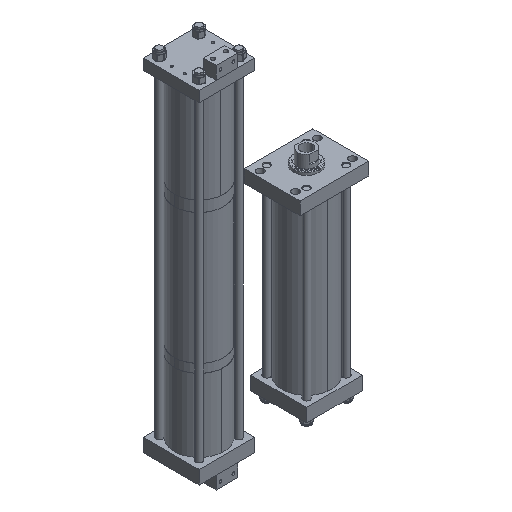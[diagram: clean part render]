
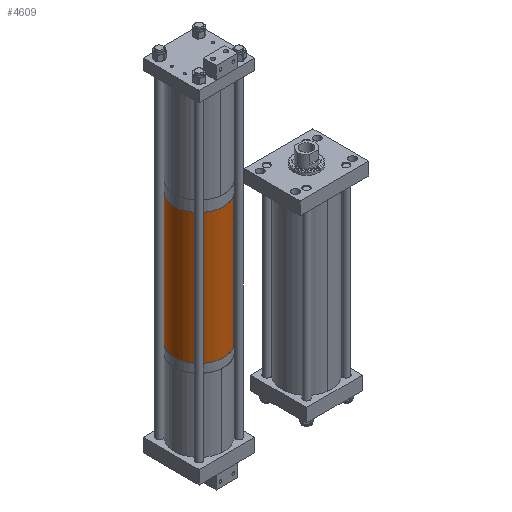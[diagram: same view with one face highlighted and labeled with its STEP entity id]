
A CAD part, isometric view. The second image highlights one B-rep face of the part: STEP entity #4609.
In plain terms, the highlighted cylindrical face has radius 73.025 mm (diameter 146.05 mm), a partial arc.
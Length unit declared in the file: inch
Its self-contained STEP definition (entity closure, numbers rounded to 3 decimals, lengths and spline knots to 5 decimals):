
#619 = CARTESIAN_POINT ( 'NONE',  ( 2.875, 0., 15.202 ) ) ;
#997 = VECTOR ( 'NONE', #11883, 39.37008 ) ;
#1606 = ORIENTED_EDGE ( 'NONE', *, *, #9281, .T. ) ;
#2120 = CYLINDRICAL_SURFACE ( 'NONE', #14169, 2.875 ) ;
#2304 = FACE_OUTER_BOUND ( 'NONE', #9317, .T. ) ;
#2518 = VECTOR ( 'NONE', #5566, 39.37008 ) ;
#3689 = AXIS2_PLACEMENT_3D ( 'NONE', #9723, #14535, #5962 ) ;
#4609 = ADVANCED_FACE ( 'NONE', ( #2304 ), #2120, .T. ) ;
#4995 = LINE ( 'NONE', #619, #2518 ) ;
#5210 = VERTEX_POINT ( 'NONE', #15453 ) ;
#5557 = CARTESIAN_POINT ( 'NONE',  ( 0., 0., 15.202 ) ) ;
#5566 = DIRECTION ( 'NONE',  ( 0., 0., -1. ) ) ;
#5636 = AXIS2_PLACEMENT_3D ( 'NONE', #5557, #13965, #12920 ) ;
#5711 = DIRECTION ( 'NONE',  ( -1., 0., 0. ) ) ;
#5962 = DIRECTION ( 'NONE',  ( 1., 0., 0. ) ) ;
#6021 = ORIENTED_EDGE ( 'NONE', *, *, #6155, .T. ) ;
#6155 = EDGE_CURVE ( 'NONE', #5210, #9732, #7199, .T. ) ;
#6656 = EDGE_CURVE ( 'NONE', #6970, #12763, #6998, .T. ) ;
#6970 = VERTEX_POINT ( 'NONE', #8913 ) ;
#6998 = CIRCLE ( 'NONE', #5636, 2.875 ) ;
#7199 = CIRCLE ( 'NONE', #3689, 2.875 ) ;
#8913 = CARTESIAN_POINT ( 'NONE',  ( -2.875, 0., 15.202 ) ) ;
#9152 = DIRECTION ( 'NONE',  ( 0., 0., -1. ) ) ;
#9281 = EDGE_CURVE ( 'NONE', #6970, #5210, #11055, .T. ) ;
#9317 = EDGE_LOOP ( 'NONE', ( #14355, #15365, #1606, #6021 ) ) ;
#9723 = CARTESIAN_POINT ( 'NONE',  ( 0., 0., 0. ) ) ;
#9732 = VERTEX_POINT ( 'NONE', #15045 ) ;
#9855 = CARTESIAN_POINT ( 'NONE',  ( 2.875, 0., 15.202 ) ) ;
#10432 = CARTESIAN_POINT ( 'NONE',  ( 0., 0., 15.202 ) ) ;
#10467 = EDGE_CURVE ( 'NONE', #12763, #9732, #4995, .T. ) ;
#11055 = LINE ( 'NONE', #11932, #997 ) ;
#11883 = DIRECTION ( 'NONE',  ( 0., 0., -1. ) ) ;
#11932 = CARTESIAN_POINT ( 'NONE',  ( -2.875, 0., 15.202 ) ) ;
#12763 = VERTEX_POINT ( 'NONE', #9855 ) ;
#12920 = DIRECTION ( 'NONE',  ( 1., 0., 0. ) ) ;
#13965 = DIRECTION ( 'NONE',  ( 0., 0., 1. ) ) ;
#14169 = AXIS2_PLACEMENT_3D ( 'NONE', #10432, #9152, #5711 ) ;
#14355 = ORIENTED_EDGE ( 'NONE', *, *, #10467, .F. ) ;
#14535 = DIRECTION ( 'NONE',  ( 0., 0., 1. ) ) ;
#15045 = CARTESIAN_POINT ( 'NONE',  ( 2.875, 0., 0. ) ) ;
#15365 = ORIENTED_EDGE ( 'NONE', *, *, #6656, .F. ) ;
#15453 = CARTESIAN_POINT ( 'NONE',  ( -2.875, 0., 0. ) ) ;
